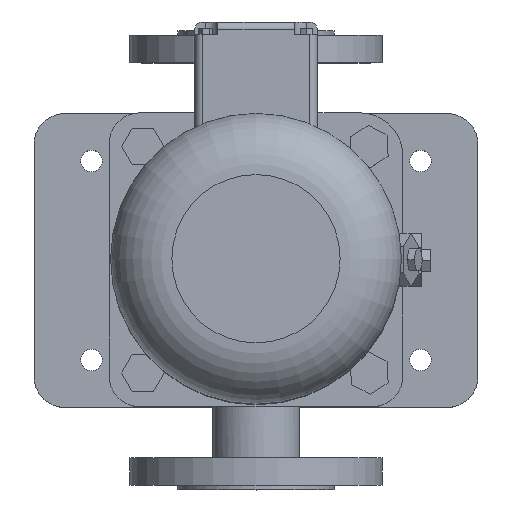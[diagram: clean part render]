
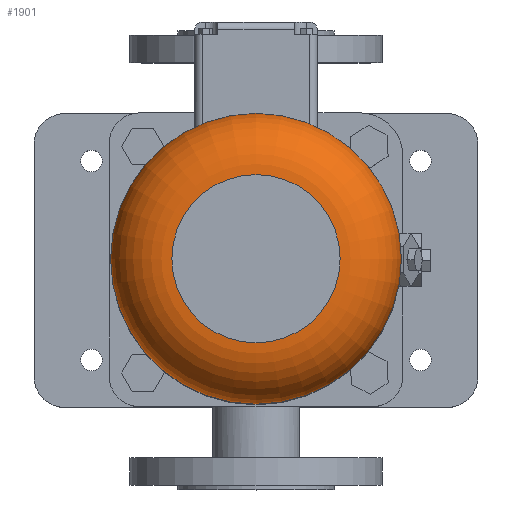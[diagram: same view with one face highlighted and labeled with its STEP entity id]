
A CAD part, top view. The second image highlights one B-rep face of the part: STEP entity #1901.
In plain terms, the highlighted toroidal (fillet/blend) face has major radius 55 mm and minor radius 40 mm.
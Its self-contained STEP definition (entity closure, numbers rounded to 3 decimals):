
#1901=ADVANCED_FACE('',(#5920,#5922),#5924,.T.);
#5920=FACE_OUTER_BOUND('',#5921,.T.);
#5921=EDGE_LOOP('',(#9405));
#5922=FACE_OUTER_BOUND('',#5923,.T.);
#5923=EDGE_LOOP('',(#9406));
#5924=TOROIDAL_SURFACE('',#5925,55.,40.);
#5925=AXIS2_PLACEMENT_3D('',#5926,#5927,#5928);
#5926=CARTESIAN_POINT('',(0.,0.,647.));
#5927=DIRECTION('',(0.,0.,-1.));
#5928=DIRECTION('',(0.,1.,0.));
#9405=ORIENTED_EDGE('',*,*,#11436,.F.);
#9406=ORIENTED_EDGE('',*,*,#11438,.T.);
#11436=EDGE_CURVE('',#13262,#13262,#13263,.T.);
#11438=EDGE_CURVE('',#13266,#13266,#13267,.T.);
#13262=VERTEX_POINT('',#17175);
#13263=CIRCLE('',#17176,95.);
#13266=VERTEX_POINT('',#17185);
#13267=CIRCLE('',#17186,55.);
#17175=CARTESIAN_POINT('',(0.,95.,647.));
#17176=AXIS2_PLACEMENT_3D('',#17177,#17178,#17179);
#17177=CARTESIAN_POINT('',(0.,0.,647.));
#17178=DIRECTION('',(0.,0.,-1.));
#17179=DIRECTION('',(0.,1.,0.));
#17185=CARTESIAN_POINT('',(0.,55.,687.));
#17186=AXIS2_PLACEMENT_3D('',#17187,#17188,#17189);
#17187=CARTESIAN_POINT('',(0.,0.,687.));
#17188=DIRECTION('',(0.,0.,-1.));
#17189=DIRECTION('',(0.,1.,0.));
